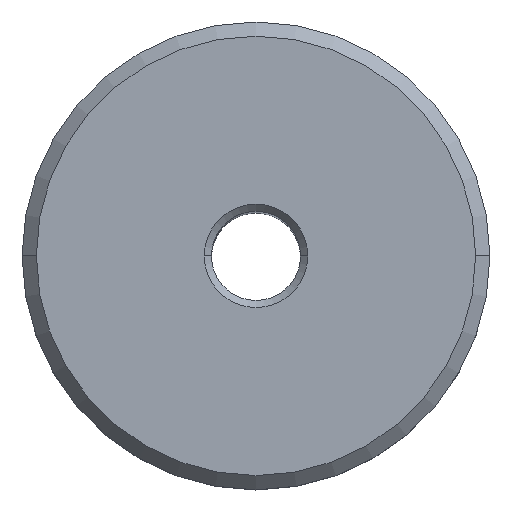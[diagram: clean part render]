
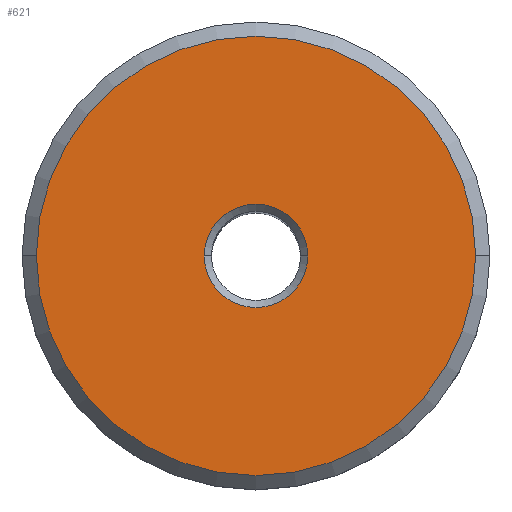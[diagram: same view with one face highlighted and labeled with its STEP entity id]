
A CAD part, top view. The second image highlights one B-rep face of the part: STEP entity #621.
In plain terms, the highlighted planar face has unit normal (0, 0, 1).
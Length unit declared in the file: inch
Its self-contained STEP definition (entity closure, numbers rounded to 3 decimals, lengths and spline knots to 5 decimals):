
#75 = CARTESIAN_POINT ( 'NONE',  ( 0.10875, 0., 0. ) ) ;
#98 = DIRECTION ( 'NONE',  ( 0., 0., 1. ) ) ;
#131 = PLANE ( 'NONE',  #922 ) ;
#133 = DIRECTION ( 'NONE',  ( -1., 0., 0. ) ) ;
#149 = CARTESIAN_POINT ( 'NONE',  ( 0., 0.49213, 0. ) ) ;
#166 = EDGE_CURVE ( 'NONE', #367, #483, #195, .T. ) ;
#174 = EDGE_CURVE ( 'NONE', #668, #718, #904, .T. ) ;
#183 = CARTESIAN_POINT ( 'NONE',  ( 0., 0., 0. ) ) ;
#193 = ORIENTED_EDGE ( 'NONE', *, *, #174, .T. ) ;
#195 = CIRCLE ( 'NONE', #769, 0.46213 ) ;
#232 = FACE_OUTER_BOUND ( 'NONE', #642, .T. ) ;
#253 = DIRECTION ( 'NONE',  ( -1., 0., 0. ) ) ;
#287 = ORIENTED_EDGE ( 'NONE', *, *, #960, .T. ) ;
#320 = DIRECTION ( 'NONE',  ( 0., 0., -1. ) ) ;
#334 = CARTESIAN_POINT ( 'NONE',  ( 0., 0., 0. ) ) ;
#353 = CARTESIAN_POINT ( 'NONE',  ( 0., 0., 0. ) ) ;
#367 = VERTEX_POINT ( 'NONE', #379 ) ;
#379 = CARTESIAN_POINT ( 'NONE',  ( 0.46213, 0., 0. ) ) ;
#441 = DIRECTION ( 'NONE',  ( -1., 0., 0. ) ) ;
#468 = EDGE_LOOP ( 'NONE', ( #287, #193 ) ) ;
#483 = VERTEX_POINT ( 'NONE', #745 ) ;
#501 = CIRCLE ( 'NONE', #1019, 0.46213 ) ;
#570 = DIRECTION ( 'NONE',  ( 0., 0., -1. ) ) ;
#576 = CIRCLE ( 'NONE', #751, 0.10875 ) ;
#581 = FACE_BOUND ( 'NONE', #468, .T. ) ;
#599 = CARTESIAN_POINT ( 'NONE',  ( -0.10875, 0., 0. ) ) ;
#621 = ADVANCED_FACE ( 'NONE', ( #232, #581 ), #131, .F. ) ;
#624 = DIRECTION ( 'NONE',  ( 0., 0., -1. ) ) ;
#642 = EDGE_LOOP ( 'NONE', ( #995, #829 ) ) ;
#668 = VERTEX_POINT ( 'NONE', #599 ) ;
#702 = DIRECTION ( 'NONE',  ( -1., 0., 0. ) ) ;
#718 = VERTEX_POINT ( 'NONE', #75 ) ;
#745 = CARTESIAN_POINT ( 'NONE',  ( -0.46213, 0., 0. ) ) ;
#751 = AXIS2_PLACEMENT_3D ( 'NONE', #334, #570, #903 ) ;
#763 = EDGE_CURVE ( 'NONE', #483, #367, #501, .T. ) ;
#769 = AXIS2_PLACEMENT_3D ( 'NONE', #183, #863, #441 ) ;
#791 = CARTESIAN_POINT ( 'NONE',  ( 0., 0., 0. ) ) ;
#829 = ORIENTED_EDGE ( 'NONE', *, *, #166, .T. ) ;
#863 = DIRECTION ( 'NONE',  ( 0., 0., 1. ) ) ;
#903 = DIRECTION ( 'NONE',  ( -1., 0., 0. ) ) ;
#904 = CIRCLE ( 'NONE', #1089, 0.10875 ) ;
#922 = AXIS2_PLACEMENT_3D ( 'NONE', #149, #320, #253 ) ;
#960 = EDGE_CURVE ( 'NONE', #718, #668, #576, .T. ) ;
#995 = ORIENTED_EDGE ( 'NONE', *, *, #763, .T. ) ;
#1019 = AXIS2_PLACEMENT_3D ( 'NONE', #791, #98, #133 ) ;
#1089 = AXIS2_PLACEMENT_3D ( 'NONE', #353, #624, #702 ) ;
